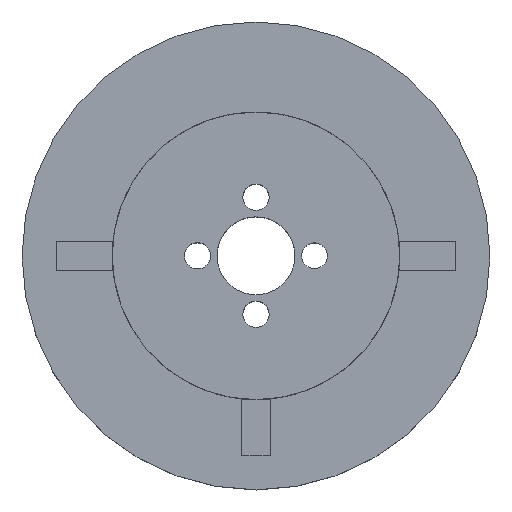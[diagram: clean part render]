
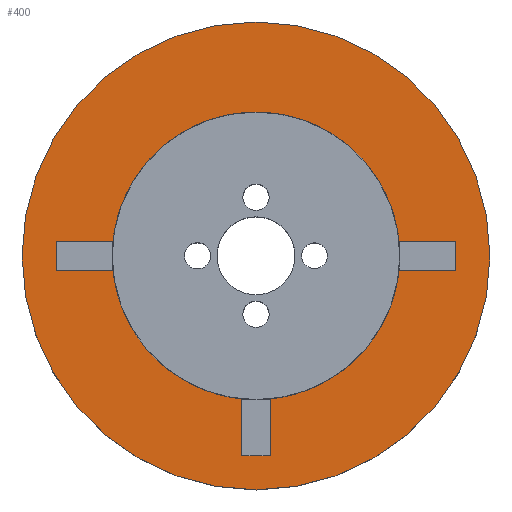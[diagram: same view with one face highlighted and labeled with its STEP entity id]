
A CAD part, top view. The second image highlights one B-rep face of the part: STEP entity #400.
In plain terms, the highlighted planar face has unit normal (0, 0, 1).
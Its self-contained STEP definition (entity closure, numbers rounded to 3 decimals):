
#25=FACE_BOUND('',#121,.T.);
#36=LINE('',#619,#67);
#37=LINE('',#623,#68);
#38=LINE('',#627,#69);
#39=LINE('',#631,#70);
#40=LINE('',#635,#71);
#41=LINE('',#639,#72);
#67=VECTOR('',#490,10.);
#68=VECTOR('',#493,10.);
#69=VECTOR('',#496,10.);
#70=VECTOR('',#499,10.);
#71=VECTOR('',#502,10.);
#72=VECTOR('',#505,10.);
#98=FACE_OUTER_BOUND('',#120,.T.);
#120=EDGE_LOOP('',(#274));
#121=EDGE_LOOP('',(#275,#276,#277,#278,#279,#280,#281,#282,#283,#284,#285,
#286));
#153=CIRCLE('',#437,24.);
#154=CIRCLE('',#438,20.5);
#155=CIRCLE('',#439,14.75);
#156=CIRCLE('',#440,20.5);
#157=CIRCLE('',#441,14.75);
#158=CIRCLE('',#442,20.5);
#159=CIRCLE('',#443,14.75);
#179=VERTEX_POINT('',#615);
#180=VERTEX_POINT('',#617);
#181=VERTEX_POINT('',#618);
#182=VERTEX_POINT('',#620);
#183=VERTEX_POINT('',#622);
#184=VERTEX_POINT('',#624);
#185=VERTEX_POINT('',#626);
#186=VERTEX_POINT('',#628);
#187=VERTEX_POINT('',#630);
#188=VERTEX_POINT('',#632);
#189=VERTEX_POINT('',#634);
#190=VERTEX_POINT('',#636);
#191=VERTEX_POINT('',#638);
#217=EDGE_CURVE('',#179,#179,#153,.T.);
#218=EDGE_CURVE('',#180,#181,#36,.T.);
#219=EDGE_CURVE('',#182,#181,#154,.T.);
#220=EDGE_CURVE('',#182,#183,#37,.T.);
#221=EDGE_CURVE('',#184,#183,#155,.T.);
#222=EDGE_CURVE('',#184,#185,#38,.T.);
#223=EDGE_CURVE('',#186,#185,#156,.T.);
#224=EDGE_CURVE('',#186,#187,#39,.T.);
#225=EDGE_CURVE('',#188,#187,#157,.T.);
#226=EDGE_CURVE('',#188,#189,#40,.T.);
#227=EDGE_CURVE('',#190,#189,#158,.T.);
#228=EDGE_CURVE('',#190,#191,#41,.T.);
#229=EDGE_CURVE('',#180,#191,#159,.T.);
#274=ORIENTED_EDGE('',*,*,#217,.T.);
#275=ORIENTED_EDGE('',*,*,#218,.T.);
#276=ORIENTED_EDGE('',*,*,#219,.F.);
#277=ORIENTED_EDGE('',*,*,#220,.T.);
#278=ORIENTED_EDGE('',*,*,#221,.F.);
#279=ORIENTED_EDGE('',*,*,#222,.T.);
#280=ORIENTED_EDGE('',*,*,#223,.F.);
#281=ORIENTED_EDGE('',*,*,#224,.T.);
#282=ORIENTED_EDGE('',*,*,#225,.F.);
#283=ORIENTED_EDGE('',*,*,#226,.T.);
#284=ORIENTED_EDGE('',*,*,#227,.F.);
#285=ORIENTED_EDGE('',*,*,#228,.T.);
#286=ORIENTED_EDGE('',*,*,#229,.F.);
#388=PLANE('',#436);
#400=ADVANCED_FACE('',(#98,#25),#388,.T.);
#436=AXIS2_PLACEMENT_3D('',#614,#486,#487);
#437=AXIS2_PLACEMENT_3D('',#616,#488,#489);
#438=AXIS2_PLACEMENT_3D('',#621,#491,#492);
#439=AXIS2_PLACEMENT_3D('',#625,#494,#495);
#440=AXIS2_PLACEMENT_3D('',#629,#497,#498);
#441=AXIS2_PLACEMENT_3D('',#633,#500,#501);
#442=AXIS2_PLACEMENT_3D('',#637,#503,#504);
#443=AXIS2_PLACEMENT_3D('',#640,#506,#507);
#486=DIRECTION('center_axis',(0.,0.,1.));
#487=DIRECTION('ref_axis',(1.,0.,0.));
#488=DIRECTION('center_axis',(0.,0.,1.));
#489=DIRECTION('ref_axis',(1.,0.,0.));
#490=DIRECTION('',(-1.,0.,0.));
#491=DIRECTION('center_axis',(0.,0.,1.));
#492=DIRECTION('ref_axis',(1.,0.,0.));
#493=DIRECTION('',(1.,0.,0.));
#494=DIRECTION('center_axis',(0.,0.,1.));
#495=DIRECTION('ref_axis',(-1.,0.,0.));
#496=DIRECTION('',(1.,0.,0.));
#497=DIRECTION('center_axis',(0.,0.,1.));
#498=DIRECTION('ref_axis',(-1.,0.,0.));
#499=DIRECTION('',(-1.,0.,0.));
#500=DIRECTION('center_axis',(0.,0.,1.));
#501=DIRECTION('ref_axis',(-1.,0.,0.));
#502=DIRECTION('',(0.,-1.,0.));
#503=DIRECTION('center_axis',(0.,0.,1.));
#504=DIRECTION('ref_axis',(0.,1.,0.));
#505=DIRECTION('',(0.,1.,0.));
#506=DIRECTION('center_axis',(0.,0.,1.));
#507=DIRECTION('ref_axis',(-1.,0.,0.));
#614=CARTESIAN_POINT('Origin',(0.,0.,0.));
#615=CARTESIAN_POINT('',(-24.,0.,0.));
#616=CARTESIAN_POINT('Origin',(0.,0.,0.));
#617=CARTESIAN_POINT('',(-14.674,-1.5,0.));
#618=CARTESIAN_POINT('',(-20.445,-1.5,0.));
#619=CARTESIAN_POINT('',(-14.925,-1.5,0.));
#620=CARTESIAN_POINT('',(-20.445,1.5,0.));
#621=CARTESIAN_POINT('Origin',(0.,0.,0.));
#622=CARTESIAN_POINT('',(-14.674,1.5,0.));
#623=CARTESIAN_POINT('',(-10.223,1.5,0.));
#624=CARTESIAN_POINT('',(14.674,1.5,0.));
#625=CARTESIAN_POINT('Origin',(0.,0.,0.));
#626=CARTESIAN_POINT('',(20.445,1.5,0.));
#627=CARTESIAN_POINT('',(14.925,1.5,0.));
#628=CARTESIAN_POINT('',(20.445,-1.5,0.));
#629=CARTESIAN_POINT('Origin',(0.,0.,0.));
#630=CARTESIAN_POINT('',(14.674,-1.5,0.));
#631=CARTESIAN_POINT('',(10.223,-1.5,0.));
#632=CARTESIAN_POINT('',(1.5,-14.674,0.));
#633=CARTESIAN_POINT('Origin',(0.,0.,0.));
#634=CARTESIAN_POINT('',(1.5,-20.445,0.));
#635=CARTESIAN_POINT('',(1.5,-14.925,0.));
#636=CARTESIAN_POINT('',(-1.5,-20.445,0.));
#637=CARTESIAN_POINT('Origin',(0.,0.,0.));
#638=CARTESIAN_POINT('',(-1.5,-14.674,0.));
#639=CARTESIAN_POINT('',(-1.5,-10.223,0.));
#640=CARTESIAN_POINT('Origin',(0.,0.,0.));
